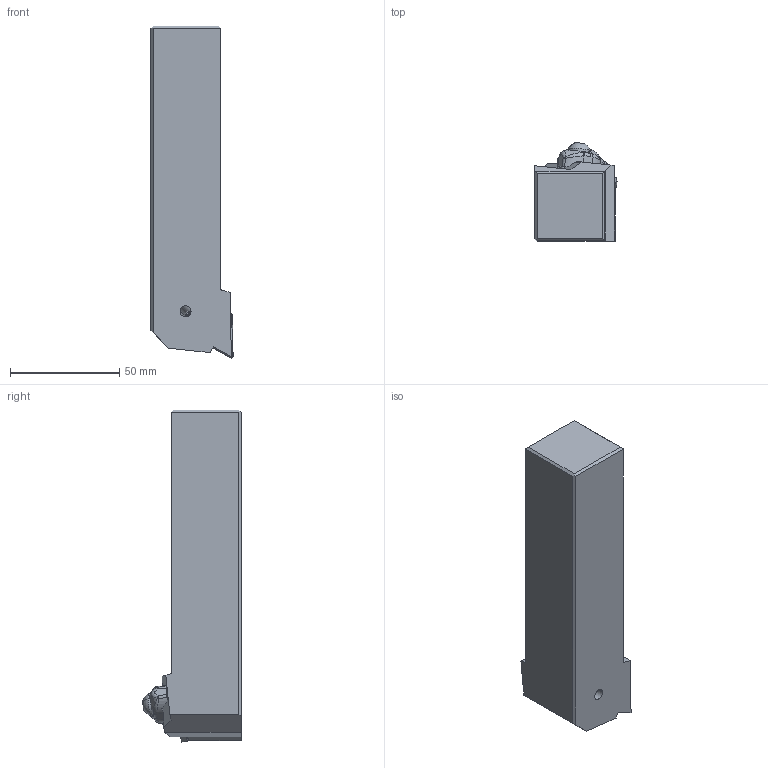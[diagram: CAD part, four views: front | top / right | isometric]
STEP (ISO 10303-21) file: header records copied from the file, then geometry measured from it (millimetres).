
FILE_DESCRIPTION(/* description */ (''),/* implementation_level */ '2;1');
FILE_NAME(/* name */ 'DTGNL-204.stp',/* time_stamp */ '2021-11-11T11:37:59+09:00',/* author */ (''),/* organization */ (''),/* preprocessor_version */ 'ST-DEVELOPER v16',/* originating_system */ 'SIEMENS PLM Software NX 10.0',/* authorisation */ '');
FILE_SCHEMA (('AUTOMOTIVE_DESIGN { 1 0 10303 214 3 1 1 1 }'));
Length unit declared in the file: millimetre
Products named in the file (1): DTGNL-204_ASM
Bounding box: 37.6 x 44.99 x 151.91 mm (x, y, z)
Volume: 154494.7 mm3; surface area: 24965.7 mm2
Topology: 6 solids, 6 shells, 249 faces, 645 edges, 412 vertices
Faces by surface type: cylinder 88, plane 66, bspline 61, cone 15, torus 15, sphere 4
Entity records: 11150 total; most frequent: CARTESIAN_POINT 5239, ORIENTED_EDGE 1282, DIRECTION 1113, EDGE_CURVE 641, AXIS2_PLACEMENT_3D 444, VERTEX_POINT 409, EDGE_LOOP 262, ADVANCED_FACE 249
